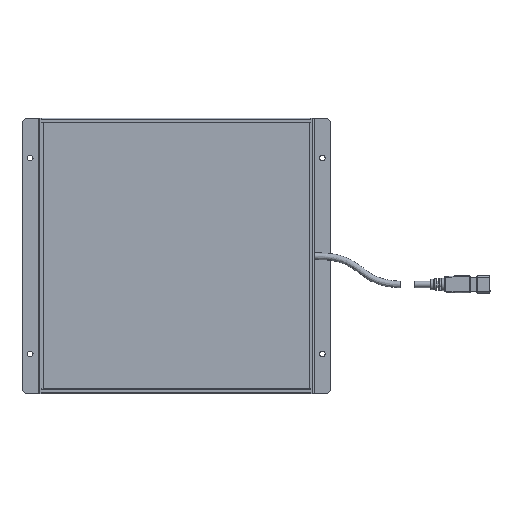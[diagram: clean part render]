
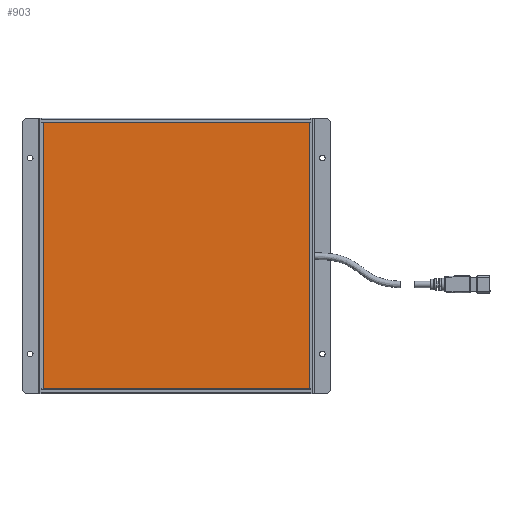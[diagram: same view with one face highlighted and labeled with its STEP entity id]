
A CAD part, top view. The second image highlights one B-rep face of the part: STEP entity #903.
In plain terms, the highlighted planar face has unit normal (0, 0, 1).
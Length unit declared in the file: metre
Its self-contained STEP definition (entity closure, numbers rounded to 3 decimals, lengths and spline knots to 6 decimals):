
#903=ADVANCED_FACE('3:487477',(#2594),#2595,.F.);
#2594=FACE_OUTER_BOUND('',#4981,.T.);
#2595=PLANE('',#4982);
#4981=EDGE_LOOP('',(#8663,#8664,#8665,#8666));
#4982=AXIS2_PLACEMENT_3D('',#8667,#8668,#8669);
#8663=ORIENTED_EDGE('',*,*,#13134,.T.);
#8664=ORIENTED_EDGE('',*,*,#13125,.T.);
#8665=ORIENTED_EDGE('',*,*,#13135,.T.);
#8666=ORIENTED_EDGE('',*,*,#13136,.F.);
#8667=CARTESIAN_POINT('',(0.075498,-0.0825,0.036817));
#8668=DIRECTION('',(-0.0,0.0,-1.0));
#8669=DIRECTION('',(-1.0,0.,0.0));
#13125=EDGE_CURVE('3:489943',#14292,#14293,#14294,.T.);
#13134=EDGE_CURVE('3:489946',#14307,#14292,#14308,.T.);
#13135=EDGE_CURVE('3:489940',#14293,#14309,#14310,.T.);
#13136=EDGE_CURVE('3:489949',#14307,#14309,#14311,.T.);
#14292=VERTEX_POINT('',#15939);
#14293=VERTEX_POINT('',#15940);
#14294=LINE('',#15941,#15942);
#14307=VERTEX_POINT('',#15959);
#14308=LINE('',#15960,#15961);
#14309=VERTEX_POINT('',#15962);
#14310=LINE('',#15963,#15964);
#14311=LINE('',#15965,#15966);
#15939=CARTESIAN_POINT('',(0.075498,0.08245,0.036817));
#15940=CARTESIAN_POINT('',(-0.089502,0.08245,0.036817));
#15941=CARTESIAN_POINT('',(-0.089502,0.08245,0.036817));
#15942=VECTOR('',#18217,1.0);
#15959=CARTESIAN_POINT('',(0.075498,-0.08245,0.036817));
#15960=CARTESIAN_POINT('',(0.075498,0.0825,0.036817));
#15961=VECTOR('',#18228,1.0);
#15962=CARTESIAN_POINT('',(-0.089502,-0.08245,0.036817));
#15963=CARTESIAN_POINT('',(-0.089502,0.0825,0.036817));
#15964=VECTOR('',#18229,1.0);
#15965=CARTESIAN_POINT('',(0.075498,-0.08245,0.036817));
#15966=VECTOR('',#18230,1.0);
#18217=DIRECTION('',(-1.0,0.,0.0));
#18228=DIRECTION('',(0.,1.0,0.0));
#18229=DIRECTION('',(0.,-1.0,0.0));
#18230=DIRECTION('',(-1.0,0.,0.0));
